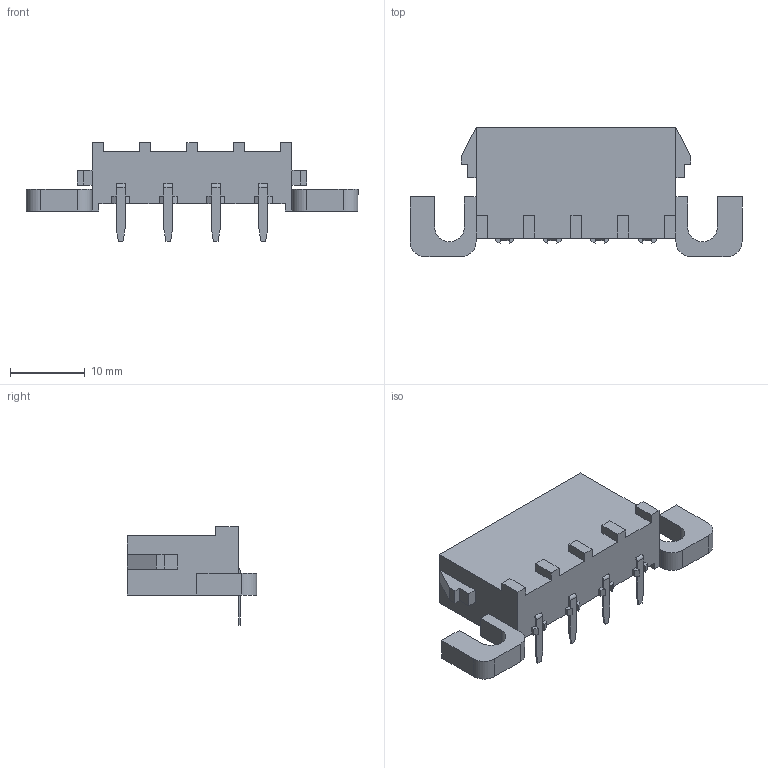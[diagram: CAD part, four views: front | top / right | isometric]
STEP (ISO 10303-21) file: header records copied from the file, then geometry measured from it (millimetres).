
FILE_DESCRIPTION (( 'STEP AP214' ), '1' );
FILE_NAME ('FWF63509-S04B22W1K-REF .STEP', '2025-03-21T06:00:51', ( '' ), ( '' ), 'SwSTEP 2.0', 'SolidWorks 2021', '' );
FILE_SCHEMA (( 'AUTOMOTIVE_DESIGN' ));
Length unit declared in the file: millimetre
Products named in the file (1): FWF63509-S04B22W1K-REF 
Bounding box: 44.32 x 17.27 x 13.2 mm (x, y, z)
Volume: 1811.5 mm3; surface area: 3383.9 mm2
Topology: 1 solids, 1 shells, 232 faces, 668 edges, 422 vertices
Faces by surface type: plane 176, cylinder 40, sphere 16
Entity records: 7306 total; most frequent: CARTESIAN_POINT 1275, ORIENTED_EDGE 1272, DIRECTION 1214, EDGE_CURVE 636, VECTOR 524, LINE 524, VERTEX_POINT 406, AXIS2_PLACEMENT_3D 345
